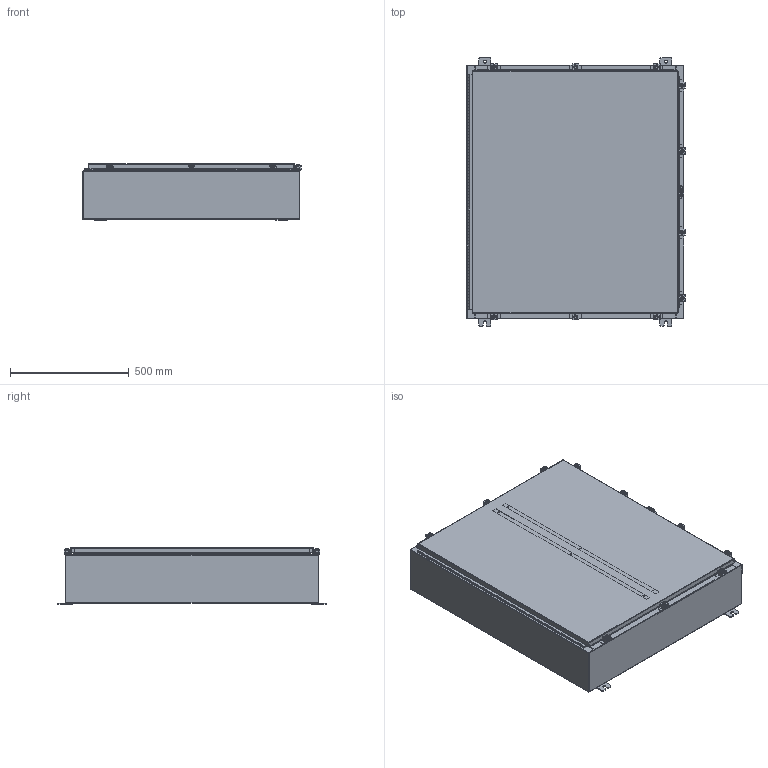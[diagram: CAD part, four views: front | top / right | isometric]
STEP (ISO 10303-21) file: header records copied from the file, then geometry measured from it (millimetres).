
FILE_DESCRIPTION (( 'STEP AP203' ), '1' );
FILE_NAME ('N42H3608SS6WP.STEP', '2014-01-14T22:43:29', ( 'changeme' ), ( 'Microsoft' ), 'SwSTEP 2.0', 'SolidWorks 2013', '' );
FILE_SCHEMA (( 'CONFIG_CONTROL_DESIGN' ));
Length unit declared in the file: inch
Products named in the file (21): N42H3608SS6WP Backpanel; N42H3608SS6WP Mounting Studs; N42H3608SS6WP Hinge Enclosure Side2; N42H3608SS6WP Hinge Cover Side; N42H3608SS6WP 125 Pin Hinge; N42H3608SS6WP Mounting Feet; N42H3608SS6WP Door Stiffener; N42H3608SS6WP Padlock Hasp; N42H3608SS6WP Padlock Staple; N42H3608SS6WP Enclosure Stiffener; N42H3608SS6WP Clamp Bracket; N42H3608SS6WP 22101002; N42H3608SS6WP 22104005_DEFAULT; N42H3608SS6WP Clamp Top; N42H3608SS6WP Clamp Assembly; N42H3608SS6WP Standard Clamps; N42H3608SS6WP Cover; N42H3608SS6WP Body; N42H3608SS6WP Bottom; N42H3608SS6WP Top; N42H3608SS6WP
Assembly tree (41 placements, depth 4):
  N42H3608SS6WP
    N42H3608SS6WP Backpanel
    N42H3608SS6WP Mounting Studs  x8
    N42H3608SS6WP 125 Pin Hinge
      N42H3608SS6WP Hinge Enclosure Side2
      N42H3608SS6WP Hinge Cover Side
    N42H3608SS6WP Mounting Feet  x4
    N42H3608SS6WP Door Stiffener
    N42H3608SS6WP Padlock Hasp
    N42H3608SS6WP Padlock Staple
    N42H3608SS6WP Enclosure Stiffener  x2
    N42H3608SS6WP Standard Clamps  x10
      N42H3608SS6WP Clamp Bracket
      N42H3608SS6WP Clamp Assembly
        N42H3608SS6WP 22101002  x2
        N42H3608SS6WP 22104005_DEFAULT
        N42H3608SS6WP Clamp Top
    N42H3608SS6WP Cover
    N42H3608SS6WP Body
    N42H3608SS6WP Bottom
    N42H3608SS6WP Top
Bounding box: 919.75 x 1130.3 x 238.47 mm (x, y, z)
Volume: 8717371.5 mm3; surface area: 8531162.7 mm2
Topology: 74 solids, 74 shells, 2855 faces, 7157 edges, 4494 vertices
Faces by surface type: plane 1490, cylinder 1197, torus 84, cone 76, bspline 8
Entity records: 49443 total; most frequent: CARTESIAN_POINT 8468, DIRECTION 8354, ORIENTED_EDGE 7816, EDGE_CURVE 3908, AXIS2_PLACEMENT_3D 2912, VECTOR 2530, LINE 2530, VERTEX_POINT 2404
